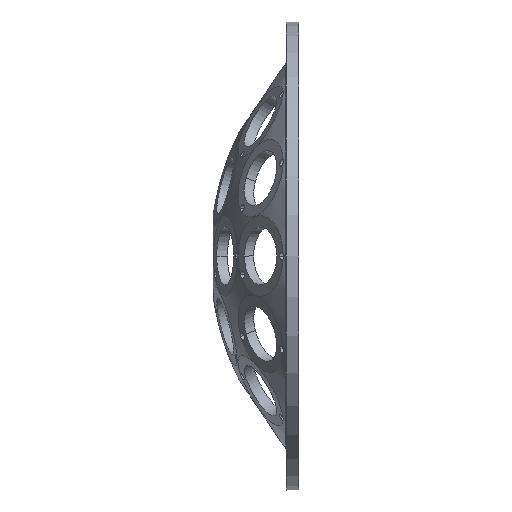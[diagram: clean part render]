
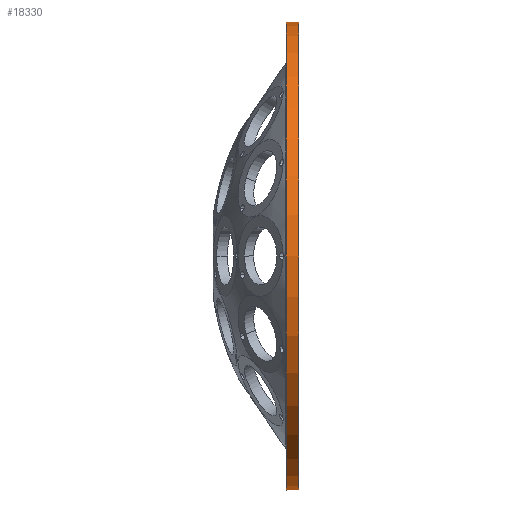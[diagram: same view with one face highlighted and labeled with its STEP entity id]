
A CAD part, left-side view. The second image highlights one B-rep face of the part: STEP entity #18330.
In plain terms, the highlighted cylindrical face has radius 223 mm (diameter 446 mm), a partial arc.
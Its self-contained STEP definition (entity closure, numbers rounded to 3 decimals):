
#212 = CARTESIAN_POINT ( 'NONE',  ( 0., 183., -223. ) ) ;
#540 = CIRCLE ( 'NONE', #4449, 223. ) ;
#1503 = ORIENTED_EDGE ( 'NONE', *, *, #13047, .T. ) ;
#1861 = VERTEX_POINT ( 'NONE', #11850 ) ;
#1997 = CARTESIAN_POINT ( 'NONE',  ( 0., 195., -223. ) ) ;
#2078 = DIRECTION ( 'NONE',  ( 0., 1., 0. ) ) ;
#2290 = CARTESIAN_POINT ( 'NONE',  ( 0., 195., 0. ) ) ;
#3145 = CARTESIAN_POINT ( 'NONE',  ( 0., 195., 223. ) ) ;
#3598 = DIRECTION ( 'NONE',  ( 0., 1., 0. ) ) ;
#4159 = DIRECTION ( 'NONE',  ( 1., 0., 0. ) ) ;
#4376 = VERTEX_POINT ( 'NONE', #3145 ) ;
#4449 = AXIS2_PLACEMENT_3D ( 'NONE', #2290, #3598, #12328 ) ;
#5315 = AXIS2_PLACEMENT_3D ( 'NONE', #9270, #8057, #14993 ) ;
#5475 = EDGE_CURVE ( 'NONE', #14005, #4376, #540, .T. ) ;
#5476 = CARTESIAN_POINT ( 'NONE',  ( 0., 183., 0. ) ) ;
#5839 = VERTEX_POINT ( 'NONE', #212 ) ;
#6313 = CARTESIAN_POINT ( 'NONE',  ( 0., 270.24, -223. ) ) ;
#6399 = AXIS2_PLACEMENT_3D ( 'NONE', #5476, #12530, #4159 ) ;
#7719 = DIRECTION ( 'NONE',  ( 0., 1., 0. ) ) ;
#7885 = ORIENTED_EDGE ( 'NONE', *, *, #5475, .F. ) ;
#7899 = LINE ( 'NONE', #14928, #9377 ) ;
#8057 = DIRECTION ( 'NONE',  ( 0., 1., 0. ) ) ;
#9270 = CARTESIAN_POINT ( 'NONE',  ( 0., 270.24, 0. ) ) ;
#9377 = VECTOR ( 'NONE', #2078, 1000. ) ;
#9466 = CYLINDRICAL_SURFACE ( 'NONE', #5315, 223. ) ;
#10601 = ORIENTED_EDGE ( 'NONE', *, *, #10819, .F. ) ;
#10819 = EDGE_CURVE ( 'NONE', #1861, #5839, #16570, .T. ) ;
#11850 = CARTESIAN_POINT ( 'NONE',  ( 0., 183., 223. ) ) ;
#12328 = DIRECTION ( 'NONE',  ( 0., 0., 1. ) ) ;
#12530 = DIRECTION ( 'NONE',  ( 0., -1., 0. ) ) ;
#13047 = EDGE_CURVE ( 'NONE', #1861, #4376, #7899, .T. ) ;
#13438 = LINE ( 'NONE', #6313, #15705 ) ;
#13681 = FACE_OUTER_BOUND ( 'NONE', #17882, .T. ) ;
#14005 = VERTEX_POINT ( 'NONE', #1997 ) ;
#14008 = EDGE_CURVE ( 'NONE', #5839, #14005, #13438, .T. ) ;
#14928 = CARTESIAN_POINT ( 'NONE',  ( 0., 270.24, 223. ) ) ;
#14993 = DIRECTION ( 'NONE',  ( 0., 0., 1. ) ) ;
#15705 = VECTOR ( 'NONE', #7719, 1000. ) ;
#16570 = CIRCLE ( 'NONE', #6399, 223. ) ;
#17387 = ORIENTED_EDGE ( 'NONE', *, *, #14008, .F. ) ;
#17882 = EDGE_LOOP ( 'NONE', ( #17387, #10601, #1503, #7885 ) ) ;
#18330 = ADVANCED_FACE ( 'NONE', ( #13681 ), #9466, .T. ) ;
